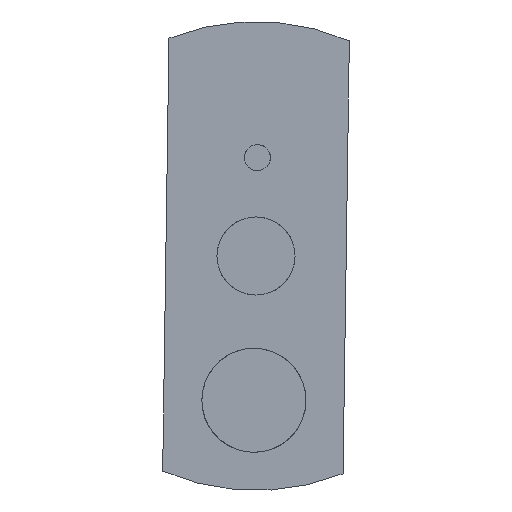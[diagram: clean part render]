
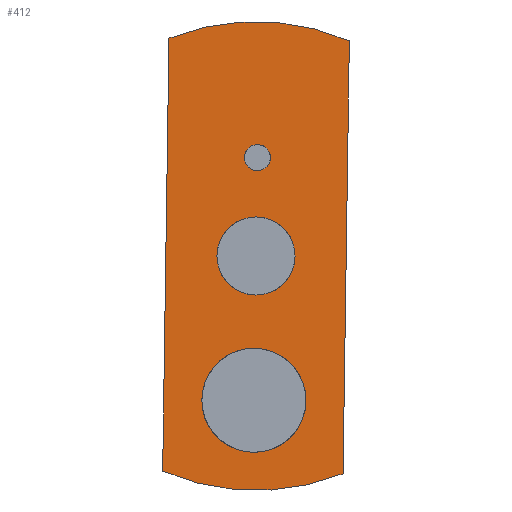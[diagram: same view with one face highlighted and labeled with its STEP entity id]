
A CAD part, left-side view. The second image highlights one B-rep face of the part: STEP entity #412.
In plain terms, the highlighted face is planar.
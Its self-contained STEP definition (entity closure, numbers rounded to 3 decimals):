
#26=LINE('',#742,#42);
#31=LINE('',#757,#47);
#42=VECTOR('',#624,1000.);
#47=VECTOR('',#637,1000.);
#166=ORIENTED_EDGE('',*,*,#214,.T.);
#167=ORIENTED_EDGE('',*,*,#212,.T.);
#168=ORIENTED_EDGE('',*,*,#210,.T.);
#169=ORIENTED_EDGE('',*,*,#199,.F.);
#170=ORIENTED_EDGE('',*,*,#215,.F.);
#171=ORIENTED_EDGE('',*,*,#206,.T.);
#172=ORIENTED_EDGE('',*,*,#203,.F.);
#199=EDGE_CURVE('',#237,#238,#26,.T.);
#203=EDGE_CURVE('',#238,#241,#267,.T.);
#206=EDGE_CURVE('',#243,#241,#31,.T.);
#210=EDGE_CURVE('',#246,#246,#270,.T.);
#212=EDGE_CURVE('',#248,#248,#272,.T.);
#214=EDGE_CURVE('',#250,#250,#274,.T.);
#215=EDGE_CURVE('',#243,#237,#275,.T.);
#237=VERTEX_POINT('',#743);
#238=VERTEX_POINT('',#744);
#241=VERTEX_POINT('',#752);
#243=VERTEX_POINT('',#758);
#246=VERTEX_POINT('',#766);
#248=VERTEX_POINT('',#771);
#250=VERTEX_POINT('',#776);
#267=CIRCLE('',#524,14.3);
#270=CIRCLE('',#529,3.175);
#272=CIRCLE('',#532,2.38);
#274=CIRCLE('',#535,0.794);
#275=CIRCLE('',#537,14.3);
#319=EDGE_LOOP('',(#166));
#320=EDGE_LOOP('',(#167));
#321=EDGE_LOOP('',(#168));
#322=EDGE_LOOP('',(#169,#170,#171,#172));
#367=FACE_BOUND('',#319,.T.);
#368=FACE_BOUND('',#320,.T.);
#369=FACE_BOUND('',#321,.T.);
#370=FACE_BOUND('',#322,.T.);
#386=PLANE('',#540);
#412=ADVANCED_FACE('',(#367,#368,#369,#370),#386,.F.);
#524=AXIS2_PLACEMENT_3D('',#751,#630,#631);
#529=AXIS2_PLACEMENT_3D('',#765,#644,#645);
#532=AXIS2_PLACEMENT_3D('',#770,#650,#651);
#535=AXIS2_PLACEMENT_3D('',#775,#656,#657);
#537=AXIS2_PLACEMENT_3D('',#778,#660,#661);
#540=AXIS2_PLACEMENT_3D('',#781,#666,#667);
#624=DIRECTION('',(1.,0.,0.));
#630=DIRECTION('',(0.,0.,1.));
#631=DIRECTION('',(1.,0.,0.));
#637=DIRECTION('',(1.,0.,0.));
#644=DIRECTION('',(0.,0.,1.));
#645=DIRECTION('',(1.,0.,0.));
#650=DIRECTION('',(0.,0.,1.));
#651=DIRECTION('',(1.,0.,0.));
#656=DIRECTION('',(0.,0.,1.));
#657=DIRECTION('',(1.,0.,0.));
#660=DIRECTION('',(0.,0.,1.));
#661=DIRECTION('',(1.,0.,0.));
#666=DIRECTION('',(0.,0.,1.));
#667=DIRECTION('',(1.,0.,0.));
#742=CARTESIAN_POINT('',(0.,-5.5,0.));
#743=CARTESIAN_POINT('',(-13.2,-5.5,0.));
#744=CARTESIAN_POINT('',(13.2,-5.5,0.));
#751=CARTESIAN_POINT('',(0.,0.,0.));
#752=CARTESIAN_POINT('',(13.2,5.5,0.));
#757=CARTESIAN_POINT('',(0.,5.5,0.));
#758=CARTESIAN_POINT('',(-13.2,5.5,0.));
#765=CARTESIAN_POINT('',(8.8,0.,0.));
#766=CARTESIAN_POINT('',(11.975,0.,0.));
#770=CARTESIAN_POINT('',(0.,0.,0.));
#771=CARTESIAN_POINT('',(2.38,0.,0.));
#775=CARTESIAN_POINT('',(-6.,0.,0.));
#776=CARTESIAN_POINT('',(-5.206,0.,0.));
#778=CARTESIAN_POINT('',(0.,0.,0.));
#781=CARTESIAN_POINT('',(0.,-23.976,0.));
